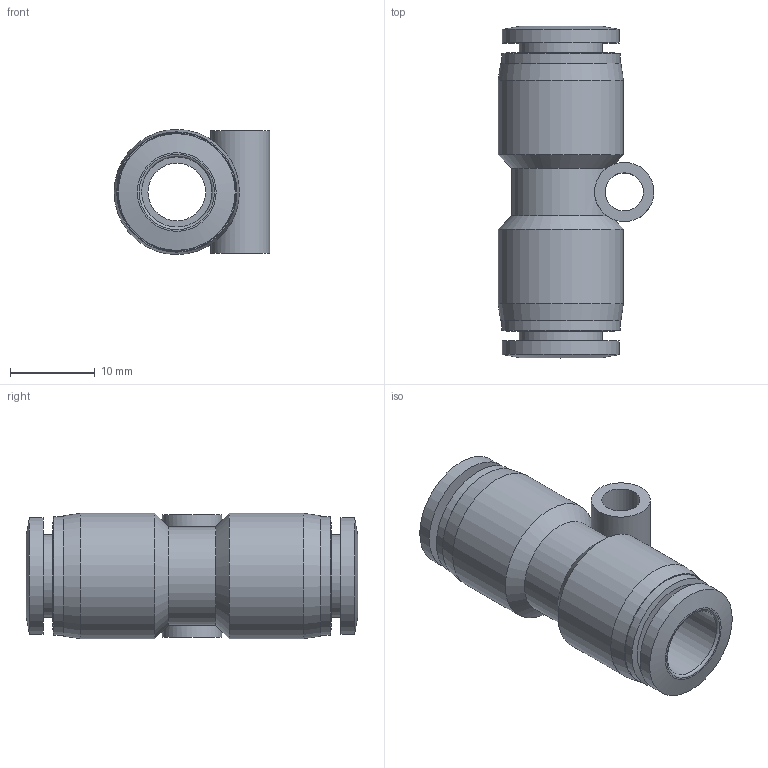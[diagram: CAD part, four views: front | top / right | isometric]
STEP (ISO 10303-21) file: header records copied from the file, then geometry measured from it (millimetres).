
FILE_DESCRIPTION((''),'2;1');
FILE_NAME('CDC Products 3D Ass''PUC08.stp','2010-08-16T09:58:59',('Microsoft'),(''),'Autodesk Inventor 2008','Autodesk Inventor 2008','');
FILE_SCHEMA(('AUTOMOTIVE_DESIGN { 1 0 10303 214 1 1 1 1 }'));
Length unit declared in the file: millimetre
Products named in the file (1): PUC08
Bounding box: 18.4 x 39.2 x 14.8 mm (x, y, z)
Volume: 4048.2 mm3; surface area: 3715.7 mm2
Topology: 1 solids, 1 shells, 36 faces, 65 edges, 40 vertices
Faces by surface type: cylinder 14, plane 12, cone 8, torus 2
Full cylindrical faces by diameter (mm): 4.5 x1, 6.8 x1, 7 x1, 8.3 x2, 9.8 x2, 13.8 x2, 14 x2, 14.8 x2
Entity records: 922 total; most frequent: CARTESIAN_POINT 259, DIRECTION 146, ORIENTED_EDGE 80, AXIS2_PLACEMENT_3D 73, EDGE_LOOP 72, EDGE_CURVE 40, VERTEX_POINT 38, CIRCLE 36
